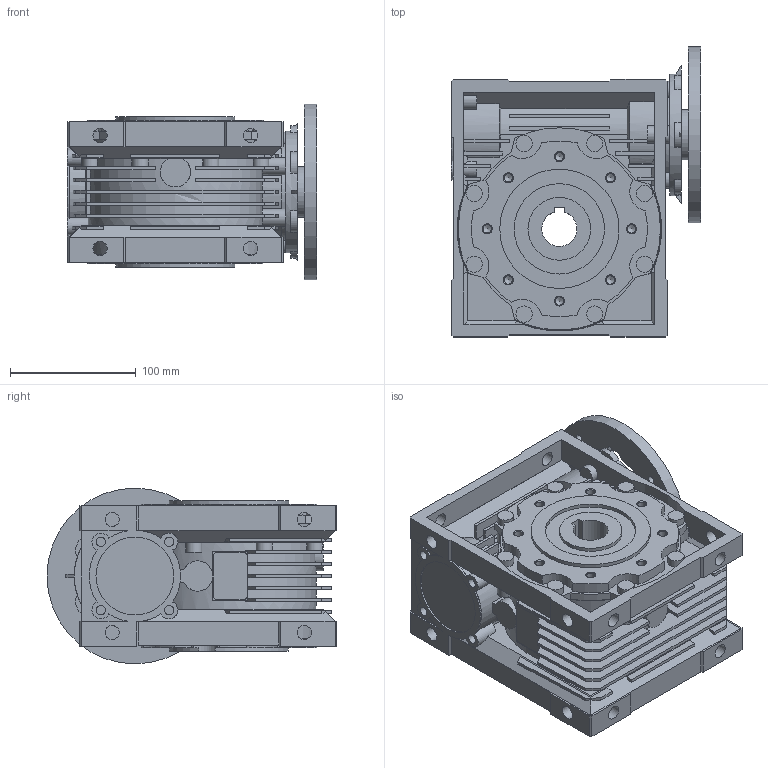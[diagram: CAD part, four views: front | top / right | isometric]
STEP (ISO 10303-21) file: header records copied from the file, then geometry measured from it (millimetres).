
FILE_DESCRIPTION(('STEP AP214'),'1');
FILE_NAME('SB07590B14.stp','2016-01-12T07:28:57',(' '),(' '),'Spatial InterOp 3D',' ',' ');
FILE_SCHEMA(('automotive_design'));
Length unit declared in the file: millimetre
Products named in the file (5): NMRV0757.51402811100300NO--; _75-90 B14; _VB 075-24 (24); _075-28 (120); _Gear unit 75
Assembly tree (4 placements, depth 2):
  NMRV0757.51402811100300NO--
    _75-90 B14
    _VB 075-24 (24)
    _075-28 (120)
    _Gear unit 75
Bounding box: 198.5 x 231 x 140 mm (x, y, z)
Volume: 2867232.3 mm3; surface area: 482341.2 mm2
Topology: 5 solids, 5 shells, 1045 faces, 2910 edges, 1918 vertices
Faces by surface type: plane 674, cylinder 299, cone 70, bspline 2
Full cylindrical faces by diameter (mm): 6 x4, 6.647 x16, 7.45 x4, 11.38 x14, 13 x14, 39 x1, 40 x1, 42 x1, 50 x2, 60 x2, 62 x1, 68 x2, 72 x2, 95 x1, 96.7 x1, 139.93 x2, 140 x1
Entity records: 41854 total; most frequent: CARTESIAN_POINT 6585, DIRECTION 5559, ORIENTED_EDGE 5530, EDGE_CURVE 2765, VERTEX_POINT 1893, AXIS2_PLACEMENT_3D 1874, LINE 1811, VECTOR 1811
